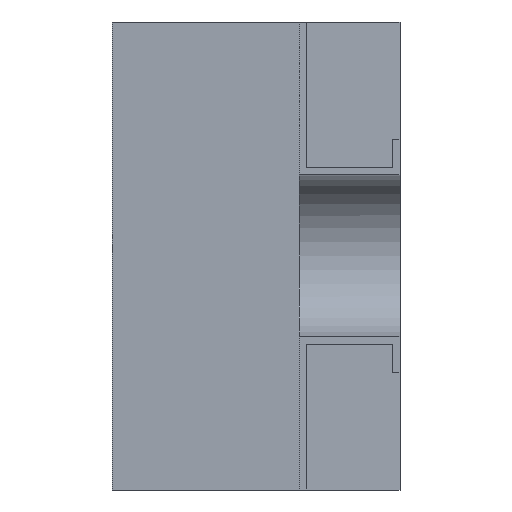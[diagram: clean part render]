
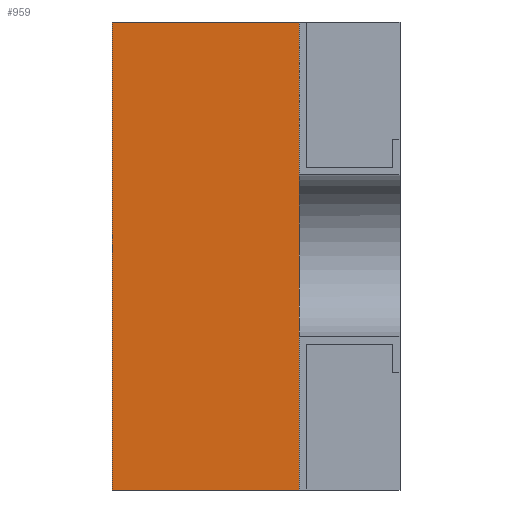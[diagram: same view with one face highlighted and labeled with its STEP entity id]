
A CAD part, left-side view. The second image highlights one B-rep face of the part: STEP entity #959.
In plain terms, the highlighted planar face has unit normal (-0.999, 0.052, 0).
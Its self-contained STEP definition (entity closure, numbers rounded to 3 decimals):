
#66 = VECTOR ( 'NONE', #2350, 1000. ) ;
#274 = VERTEX_POINT ( 'NONE', #2075 ) ;
#357 = PLANE ( 'NONE',  #2379 ) ;
#484 = ORIENTED_EDGE ( 'NONE', *, *, #1037, .F. ) ;
#563 = LINE ( 'NONE', #1485, #2947 ) ;
#568 = EDGE_CURVE ( 'NONE', #791, #2162, #2071, .T. ) ;
#584 = CARTESIAN_POINT ( 'NONE',  ( -0.673, 0.8, -2.143 ) ) ;
#679 = ORIENTED_EDGE ( 'NONE', *, *, #2453, .T. ) ;
#685 = CARTESIAN_POINT ( 'NONE',  ( -0.673, 0.8, -2.143 ) ) ;
#791 = VERTEX_POINT ( 'NONE', #1917 ) ;
#959 = ADVANCED_FACE ( 'NONE', ( #2704 ), #357, .T. ) ;
#1037 = EDGE_CURVE ( 'NONE', #274, #791, #2802, .T. ) ;
#1208 = VECTOR ( 'NONE', #2999, 1000. ) ;
#1344 = CARTESIAN_POINT ( 'NONE',  ( -0.7, 0.28, 0.65 ) ) ;
#1445 = EDGE_LOOP ( 'NONE', ( #1518, #679, #1449, #484 ) ) ;
#1449 = ORIENTED_EDGE ( 'NONE', *, *, #568, .F. ) ;
#1485 = CARTESIAN_POINT ( 'NONE',  ( -0.7, 0.28, -2.143 ) ) ;
#1518 = ORIENTED_EDGE ( 'NONE', *, *, #2529, .F. ) ;
#1770 = CARTESIAN_POINT ( 'NONE',  ( -0.673, 0.8, -0.65 ) ) ;
#1835 = CARTESIAN_POINT ( 'NONE',  ( -0.673, 0.8, 0.65 ) ) ;
#1917 = CARTESIAN_POINT ( 'NONE',  ( -0.673, 0.8, 0.65 ) ) ;
#2071 = LINE ( 'NONE', #1835, #66 ) ;
#2075 = CARTESIAN_POINT ( 'NONE',  ( -0.673, 0.8, -0.65 ) ) ;
#2162 = VERTEX_POINT ( 'NONE', #1344 ) ;
#2242 = LINE ( 'NONE', #1770, #1208 ) ;
#2350 = DIRECTION ( 'NONE',  ( -0.052, -0.999, 0. ) ) ;
#2379 = AXIS2_PLACEMENT_3D ( 'NONE', #584, #2462, #2817 ) ;
#2413 = VERTEX_POINT ( 'NONE', #2455 ) ;
#2422 = DIRECTION ( 'NONE',  ( 0., 0., 1. ) ) ;
#2453 = EDGE_CURVE ( 'NONE', #2413, #2162, #563, .T. ) ;
#2455 = CARTESIAN_POINT ( 'NONE',  ( -0.7, 0.28, -0.65 ) ) ;
#2462 = DIRECTION ( 'NONE',  ( -0.999, 0.052, 0. ) ) ;
#2529 = EDGE_CURVE ( 'NONE', #2413, #274, #2242, .T. ) ;
#2704 = FACE_OUTER_BOUND ( 'NONE', #1445, .T. ) ;
#2783 = VECTOR ( 'NONE', #3061, 1000. ) ;
#2802 = LINE ( 'NONE', #685, #2783 ) ;
#2817 = DIRECTION ( 'NONE',  ( -0.052, -0.999, 0. ) ) ;
#2947 = VECTOR ( 'NONE', #2422, 1000. ) ;
#2999 = DIRECTION ( 'NONE',  ( 0.052, 0.999, 0. ) ) ;
#3061 = DIRECTION ( 'NONE',  ( 0., 0., 1. ) ) ;
